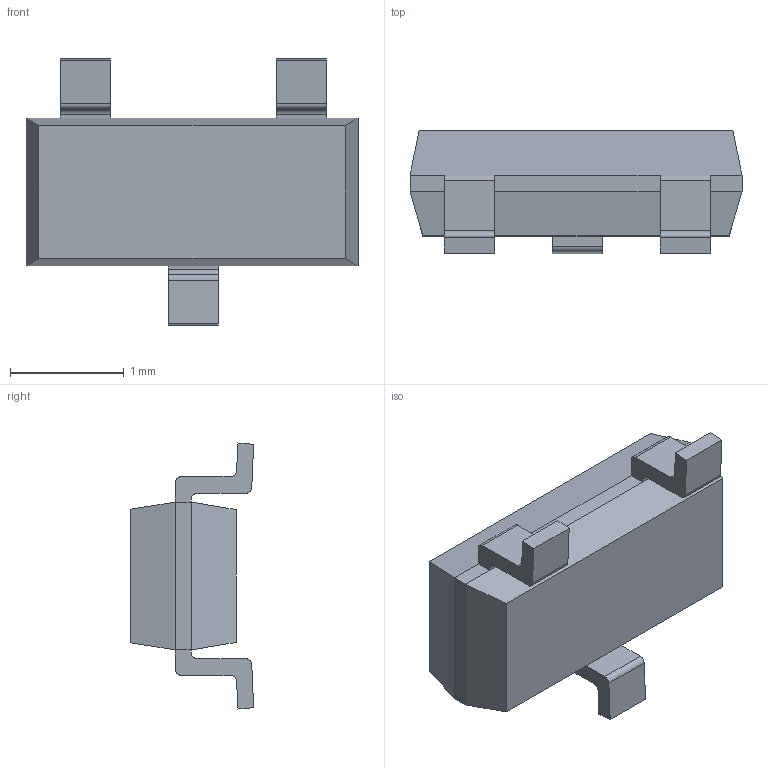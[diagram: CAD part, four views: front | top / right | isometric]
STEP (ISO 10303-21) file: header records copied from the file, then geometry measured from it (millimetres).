
FILE_DESCRIPTION(('STEP AP203'),'1');
FILE_NAME('mmbt3904.stp','2020-03-07T02:44:08',('TraceParts'),('TraceParts S.A.'),'Spatial InterOp 3D',' ',' ');
FILE_SCHEMA(('CONFIG_CONTROL_DESIGN'));
Length unit declared in the file: millimetre
Products named in the file (1): 1
Bounding box: 2.92 x 1.08 x 2.34 mm (x, y, z)
Volume: 3.5 mm3; surface area: 17.7 mm2
Topology: 1 solids, 1 shells, 59 faces, 148 edges, 92 vertices
Faces by surface type: plane 45, cylinder 14
Entity records: 1774 total; most frequent: CARTESIAN_POINT 300, DIRECTION 296, ORIENTED_EDGE 296, EDGE_CURVE 148, LINE 120, VECTOR 120, VERTEX_POINT 92, AXIS2_PLACEMENT_3D 88
